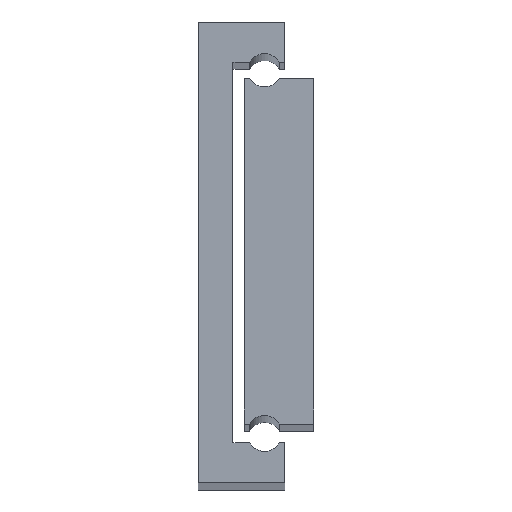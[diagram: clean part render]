
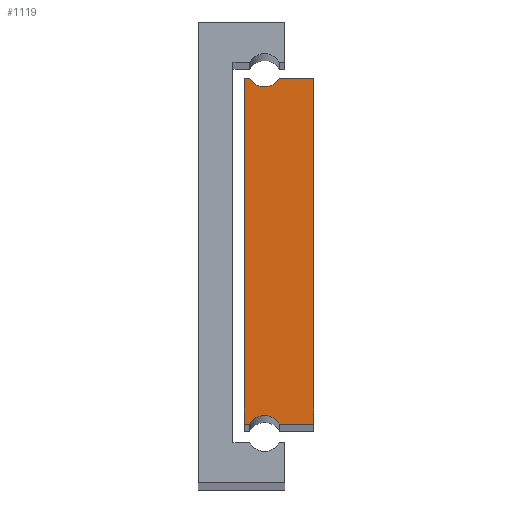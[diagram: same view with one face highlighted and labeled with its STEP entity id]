
A CAD part, top view. The second image highlights one B-rep face of the part: STEP entity #1119.
In plain terms, the highlighted planar face has unit normal (0, 0, 1).
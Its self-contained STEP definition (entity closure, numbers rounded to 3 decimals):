
#11 = EDGE_CURVE ( 'NONE', #1743, #109, #1460, .T. ) ;
#28 = AXIS2_PLACEMENT_3D ( 'NONE', #2025, #287, #47 ) ;
#47 = DIRECTION ( 'NONE',  ( 1., 0., 0. ) ) ;
#49 = EDGE_CURVE ( 'NONE', #2103, #2417, #1659, .T. ) ;
#107 = DIRECTION ( 'NONE',  ( 1., 0., 0. ) ) ;
#109 = VERTEX_POINT ( 'NONE', #1448 ) ;
#126 = CARTESIAN_POINT ( 'NONE',  ( -0.571, 17.424, 350. ) ) ;
#132 = VERTEX_POINT ( 'NONE', #676 ) ;
#161 = PLANE ( 'NONE',  #649 ) ;
#195 = VECTOR ( 'NONE', #2106, 1000. ) ;
#235 = ORIENTED_EDGE ( 'NONE', *, *, #904, .T. ) ;
#287 = DIRECTION ( 'NONE',  ( 0., 0., -1. ) ) ;
#316 = LINE ( 'NONE', #2038, #646 ) ;
#317 = DIRECTION ( 'NONE',  ( -1., 0., 0. ) ) ;
#337 = ORIENTED_EDGE ( 'NONE', *, *, #578, .T. ) ;
#345 = LINE ( 'NONE', #2280, #2075 ) ;
#396 = DIRECTION ( 'NONE',  ( -1., 0., 0. ) ) ;
#415 = CARTESIAN_POINT ( 'NONE',  ( -4.071, 78.924, 350. ) ) ;
#441 = EDGE_LOOP ( 'NONE', ( #2880, #235, #884, #2688, #2780, #337, #1558, #1490 ) ) ;
#578 = EDGE_CURVE ( 'NONE', #2990, #2103, #2579, .T. ) ;
#639 = CARTESIAN_POINT ( 'NONE',  ( -3.169, 78.924, 350. ) ) ;
#646 = VECTOR ( 'NONE', #1292, 1000. ) ;
#649 = AXIS2_PLACEMENT_3D ( 'NONE', #126, #3038, #396 ) ;
#676 = CARTESIAN_POINT ( 'NONE',  ( 7.929, 18.924, 350. ) ) ;
#683 = EDGE_CURVE ( 'NONE', #132, #2990, #1223, .T. ) ;
#718 = DIRECTION ( 'NONE',  ( 0., -1., 0. ) ) ;
#849 = EDGE_CURVE ( 'NONE', #2606, #2848, #1168, .T. ) ;
#884 = ORIENTED_EDGE ( 'NONE', *, *, #11, .T. ) ;
#904 = EDGE_CURVE ( 'NONE', #2848, #1743, #316, .T. ) ;
#1119 = ADVANCED_FACE ( 'NONE', ( #2312 ), #161, .F. ) ;
#1168 = LINE ( 'NONE', #415, #2873 ) ;
#1176 = VECTOR ( 'NONE', #1612, 1000. ) ;
#1223 = LINE ( 'NONE', #2418, #2571 ) ;
#1292 = DIRECTION ( 'NONE',  ( 1., 0., 0. ) ) ;
#1404 = AXIS2_PLACEMENT_3D ( 'NONE', #1560, #2009, #317 ) ;
#1448 = CARTESIAN_POINT ( 'NONE',  ( 2.027, 18.924, 350. ) ) ;
#1460 = CIRCLE ( 'NONE', #1404, 3. ) ;
#1478 = EDGE_CURVE ( 'NONE', #109, #132, #345, .T. ) ;
#1490 = ORIENTED_EDGE ( 'NONE', *, *, #2720, .T. ) ;
#1558 = ORIENTED_EDGE ( 'NONE', *, *, #49, .T. ) ;
#1560 = CARTESIAN_POINT ( 'NONE',  ( -0.571, 17.424, 350. ) ) ;
#1601 = CARTESIAN_POINT ( 'NONE',  ( 7.929, 78.924, 350. ) ) ;
#1612 = DIRECTION ( 'NONE',  ( -1., 0., 0. ) ) ;
#1659 = CIRCLE ( 'NONE', #28, 3. ) ;
#1740 = CARTESIAN_POINT ( 'NONE',  ( 7.929, 78.924, 350. ) ) ;
#1743 = VERTEX_POINT ( 'NONE', #2792 ) ;
#1793 = CARTESIAN_POINT ( 'NONE',  ( -4.071, 78.924, 350. ) ) ;
#1852 = LINE ( 'NONE', #639, #1176 ) ;
#2009 = DIRECTION ( 'NONE',  ( 0., 0., -1. ) ) ;
#2025 = CARTESIAN_POINT ( 'NONE',  ( -0.571, 80.424, 350. ) ) ;
#2038 = CARTESIAN_POINT ( 'NONE',  ( -4.071, 18.924, 350. ) ) ;
#2075 = VECTOR ( 'NONE', #107, 1000. ) ;
#2103 = VERTEX_POINT ( 'NONE', #2238 ) ;
#2106 = DIRECTION ( 'NONE',  ( -1., 0., 0. ) ) ;
#2238 = CARTESIAN_POINT ( 'NONE',  ( 2.027, 78.924, 350. ) ) ;
#2280 = CARTESIAN_POINT ( 'NONE',  ( 2.027, 18.924, 350. ) ) ;
#2312 = FACE_OUTER_BOUND ( 'NONE', #441, .T. ) ;
#2347 = CARTESIAN_POINT ( 'NONE',  ( -3.169, 78.924, 350. ) ) ;
#2403 = CARTESIAN_POINT ( 'NONE',  ( -4.071, 18.924, 350. ) ) ;
#2417 = VERTEX_POINT ( 'NONE', #2347 ) ;
#2418 = CARTESIAN_POINT ( 'NONE',  ( 7.929, 18.924, 350. ) ) ;
#2448 = DIRECTION ( 'NONE',  ( 0., 1., 0. ) ) ;
#2571 = VECTOR ( 'NONE', #2448, 1000. ) ;
#2579 = LINE ( 'NONE', #1601, #195 ) ;
#2606 = VERTEX_POINT ( 'NONE', #1793 ) ;
#2688 = ORIENTED_EDGE ( 'NONE', *, *, #1478, .T. ) ;
#2720 = EDGE_CURVE ( 'NONE', #2417, #2606, #1852, .T. ) ;
#2780 = ORIENTED_EDGE ( 'NONE', *, *, #683, .T. ) ;
#2792 = CARTESIAN_POINT ( 'NONE',  ( -3.169, 18.924, 350. ) ) ;
#2848 = VERTEX_POINT ( 'NONE', #2403 ) ;
#2873 = VECTOR ( 'NONE', #718, 1000. ) ;
#2880 = ORIENTED_EDGE ( 'NONE', *, *, #849, .T. ) ;
#2990 = VERTEX_POINT ( 'NONE', #1740 ) ;
#3038 = DIRECTION ( 'NONE',  ( 0., 0., -1. ) ) ;
